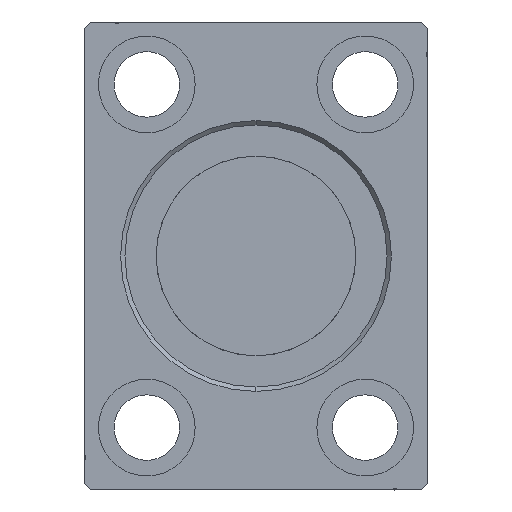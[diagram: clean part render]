
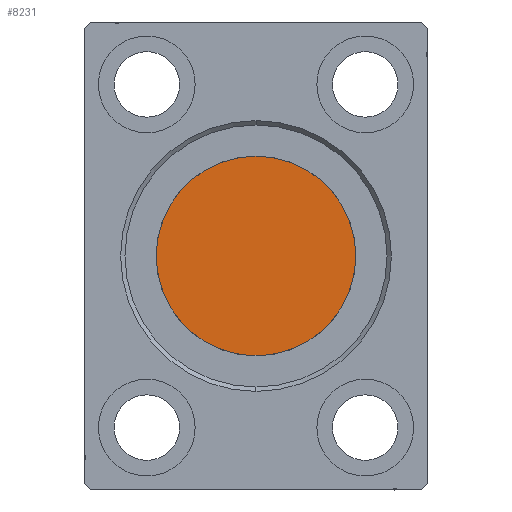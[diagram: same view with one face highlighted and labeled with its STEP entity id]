
A CAD part, left-side view. The second image highlights one B-rep face of the part: STEP entity #8231.
In plain terms, the highlighted planar face has unit normal (-1, 0, 0).
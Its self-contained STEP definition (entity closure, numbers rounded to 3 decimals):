
#1505 = EDGE_CURVE ( 'NONE', #14035, #6129, #15142, .T. ) ;
#5640 = CIRCLE ( 'NONE', #41422, 16. ) ;
#6129 = VERTEX_POINT ( 'NONE', #38700 ) ;
#7995 = DIRECTION ( 'NONE',  ( 0., -1., 0. ) ) ;
#8231 = ADVANCED_FACE ( 'NONE', ( #15331 ), #12083, .T. ) ;
#8889 = CARTESIAN_POINT ( 'NONE',  ( 181.2, 0., 0. ) ) ;
#9302 = DIRECTION ( 'NONE',  ( -1., 0., 0. ) ) ;
#10811 = CARTESIAN_POINT ( 'NONE',  ( 181.2, 0., -15.9 ) ) ;
#12083 = PLANE ( 'NONE',  #24930 ) ;
#13544 = ORIENTED_EDGE ( 'NONE', *, *, #1505, .T. ) ;
#14035 = VERTEX_POINT ( 'NONE', #36625 ) ;
#15142 = CIRCLE ( 'NONE', #40631, 16. ) ;
#15331 = FACE_OUTER_BOUND ( 'NONE', #16725, .T. ) ;
#15569 = DIRECTION ( 'NONE',  ( 0., 0., 1. ) ) ;
#16725 = EDGE_LOOP ( 'NONE', ( #39403, #13544, #30374 ) ) ;
#22113 = EDGE_CURVE ( 'NONE', #6129, #38824, #33453, .T. ) ;
#24930 = AXIS2_PLACEMENT_3D ( 'NONE', #38590, #34723, #25021 ) ;
#25021 = DIRECTION ( 'NONE',  ( 0., 0., 1. ) ) ;
#27593 = CARTESIAN_POINT ( 'NONE',  ( 181.2, -1.786, -15.9 ) ) ;
#28296 = DIRECTION ( 'NONE',  ( 0., 0., 1. ) ) ;
#28918 = CARTESIAN_POINT ( 'NONE',  ( 181.2, 0., 0. ) ) ;
#30374 = ORIENTED_EDGE ( 'NONE', *, *, #22113, .T. ) ;
#30645 = VECTOR ( 'NONE', #7995, 1000. ) ;
#33453 = LINE ( 'NONE', #10811, #30645 ) ;
#34723 = DIRECTION ( 'NONE',  ( -1., 0., 0. ) ) ;
#35613 = DIRECTION ( 'NONE',  ( -1., 0., 0. ) ) ;
#36625 = CARTESIAN_POINT ( 'NONE',  ( 181.2, 0., 16. ) ) ;
#38590 = CARTESIAN_POINT ( 'NONE',  ( 181.2, 0., 0. ) ) ;
#38675 = EDGE_CURVE ( 'NONE', #38824, #14035, #5640, .T. ) ;
#38700 = CARTESIAN_POINT ( 'NONE',  ( 181.2, 1.786, -15.9 ) ) ;
#38824 = VERTEX_POINT ( 'NONE', #27593 ) ;
#39403 = ORIENTED_EDGE ( 'NONE', *, *, #38675, .T. ) ;
#40631 = AXIS2_PLACEMENT_3D ( 'NONE', #8889, #35613, #28296 ) ;
#41422 = AXIS2_PLACEMENT_3D ( 'NONE', #28918, #9302, #15569 ) ;
